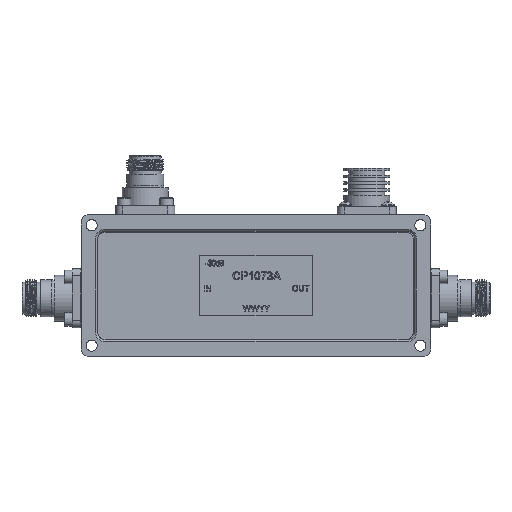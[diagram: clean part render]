
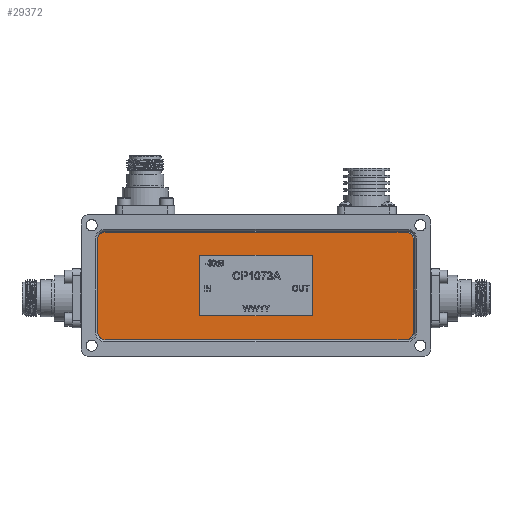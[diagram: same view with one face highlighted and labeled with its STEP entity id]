
A CAD part, top view. The second image highlights one B-rep face of the part: STEP entity #29372.
In plain terms, the highlighted planar face has unit normal (0, 0, 1).
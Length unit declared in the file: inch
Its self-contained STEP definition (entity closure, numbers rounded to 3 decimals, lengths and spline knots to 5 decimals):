
#1108 = VECTOR ( 'NONE', #8372, 39.37008 ) ;
#1458 = VERTEX_POINT ( 'NONE', #17422 ) ;
#1621 = DIRECTION ( 'NONE',  ( 0., 1., 0. ) ) ;
#1998 = VERTEX_POINT ( 'NONE', #5411 ) ;
#2310 = EDGE_CURVE ( 'NONE', #28018, #30343, #30564, .T. ) ;
#2472 = VECTOR ( 'NONE', #11547, 39.37008 ) ;
#3149 = DIRECTION ( 'NONE',  ( 1., 0., 0. ) ) ;
#3161 = DIRECTION ( 'NONE',  ( 0., -1., 0. ) ) ;
#5040 = CARTESIAN_POINT ( 'NONE',  ( 2.5405, -0.917, 0.482 ) ) ;
#5392 = CARTESIAN_POINT ( 'NONE',  ( -2.6795, -0.792, 0.482 ) ) ;
#5411 = CARTESIAN_POINT ( 'NONE',  ( 2.5405, -0.917, 0.482 ) ) ;
#5657 = ORIENTED_EDGE ( 'NONE', *, *, #2310, .F. ) ;
#6200 = DIRECTION ( 'NONE',  ( 1., 0., 0. ) ) ;
#6202 = CARTESIAN_POINT ( 'NONE',  ( -2.6795, 0.778, 0.482 ) ) ;
#6482 = VERTEX_POINT ( 'NONE', #27689 ) ;
#6678 = CARTESIAN_POINT ( 'NONE',  ( 2.5405, 0.778, 0.482 ) ) ;
#8372 = DIRECTION ( 'NONE',  ( 0., -1., 0. ) ) ;
#8573 = VERTEX_POINT ( 'NONE', #5392 ) ;
#8716 = EDGE_CURVE ( 'NONE', #28562, #8573, #20002, .T. ) ;
#8815 = CARTESIAN_POINT ( 'NONE',  ( 2.5405, -0.792, 0.482 ) ) ;
#9585 = DIRECTION ( 'NONE',  ( 1., 0., 0. ) ) ;
#10663 = VERTEX_POINT ( 'NONE', #39091 ) ;
#11547 = DIRECTION ( 'NONE',  ( 0., 1., 0. ) ) ;
#11574 = DIRECTION ( 'NONE',  ( 0., 1., 0. ) ) ;
#11933 = CIRCLE ( 'NONE', #21419, 0.125 ) ;
#12214 = ORIENTED_EDGE ( 'NONE', *, *, #29612, .F. ) ;
#12272 = DIRECTION ( 'NONE',  ( -1., 0., 0. ) ) ;
#13225 = DIRECTION ( 'NONE',  ( 0., 0., -1. ) ) ;
#14960 = VECTOR ( 'NONE', #17426, 39.37008 ) ;
#15832 = CARTESIAN_POINT ( 'NONE',  ( -2.5545, -0.917, 0.482 ) ) ;
#15999 = AXIS2_PLACEMENT_3D ( 'NONE', #6678, #13225, #28707 ) ;
#16062 = ORIENTED_EDGE ( 'NONE', *, *, #27264, .F. ) ;
#16066 = ORIENTED_EDGE ( 'NONE', *, *, #25942, .F. ) ;
#16098 = VECTOR ( 'NONE', #6200, 39.37008 ) ;
#16804 = DIRECTION ( 'NONE',  ( 0., -1., 0. ) ) ;
#17422 = CARTESIAN_POINT ( 'NONE',  ( 2.6655, -0.792, 0.482 ) ) ;
#17426 = DIRECTION ( 'NONE',  ( 1., 0., 0. ) ) ;
#17889 = CARTESIAN_POINT ( 'NONE',  ( 2.5405, 0.903, 0.482 ) ) ;
#17900 = LINE ( 'NONE', #21484, #2472 ) ;
#18621 = CARTESIAN_POINT ( 'NONE',  ( -2.5545, 0.903, 0.482 ) ) ;
#18784 = VECTOR ( 'NONE', #1621, 39.37008 ) ;
#19642 = CARTESIAN_POINT ( 'NONE',  ( -0.007, -0.007, 0.482 ) ) ;
#20002 = CIRCLE ( 'NONE', #38305, 0.125 ) ;
#20905 = AXIS2_PLACEMENT_3D ( 'NONE', #19642, #34968, #3149 ) ;
#20904 = LINE ( 'NONE', #33878, #18784 ) ;
#21419 = AXIS2_PLACEMENT_3D ( 'NONE', #8815, #24289, #11574 ) ;
#21484 = CARTESIAN_POINT ( 'NONE',  ( 0.95104, -0.51061, 0.482 ) ) ;
#21545 = DIRECTION ( 'NONE',  ( -1., 0., 0. ) ) ;
#22100 = VECTOR ( 'NONE', #12272, 39.37008 ) ;
#22930 = DIRECTION ( 'NONE',  ( 0., 0., -1. ) ) ;
#23099 = EDGE_CURVE ( 'NONE', #31521, #40524, #39093, .T. ) ;
#23443 = CARTESIAN_POINT ( 'NONE',  ( -0.95104, -0.51061, 0.482 ) ) ;
#24289 = DIRECTION ( 'NONE',  ( 0., 0., -1. ) ) ;
#24879 = LINE ( 'NONE', #34874, #1108 ) ;
#25942 = EDGE_CURVE ( 'NONE', #1998, #28562, #41294, .T. ) ;
#26037 = CARTESIAN_POINT ( 'NONE',  ( -0.95104, -0.51061, 0.482 ) ) ;
#26290 = EDGE_CURVE ( 'NONE', #6482, #1458, #24879, .T. ) ;
#26296 = EDGE_CURVE ( 'NONE', #30343, #35952, #17900, .T. ) ;
#26495 = EDGE_LOOP ( 'NONE', ( #37475, #35676, #5657, #33608 ) ) ;
#26654 = EDGE_CURVE ( 'NONE', #35952, #10663, #41764, .T. ) ;
#26672 = EDGE_CURVE ( 'NONE', #10663, #28018, #32201, .T. ) ;
#26989 = DIRECTION ( 'NONE',  ( 0., 0., -1. ) ) ;
#27264 = EDGE_CURVE ( 'NONE', #40524, #29034, #35255, .T. ) ;
#27516 = VECTOR ( 'NONE', #3161, 39.37008 ) ;
#27689 = CARTESIAN_POINT ( 'NONE',  ( 2.6655, 0.778, 0.482 ) ) ;
#28018 = VERTEX_POINT ( 'NONE', #23443 ) ;
#28134 = ORIENTED_EDGE ( 'NONE', *, *, #32092, .F. ) ;
#28562 = VERTEX_POINT ( 'NONE', #15832 ) ;
#28707 = DIRECTION ( 'NONE',  ( -1., 0., 0. ) ) ;
#28776 = EDGE_LOOP ( 'NONE', ( #34365, #16062, #29211, #12214, #41928, #16066, #28134, #38296 ) ) ;
#29034 = VERTEX_POINT ( 'NONE', #17889 ) ;
#29211 = ORIENTED_EDGE ( 'NONE', *, *, #23099, .F. ) ;
#29372 = ADVANCED_FACE ( 'NONE', ( #35178, #38136 ), #32190, .T. ) ;
#29591 = AXIS2_PLACEMENT_3D ( 'NONE', #36544, #26989, #16804 ) ;
#29612 = EDGE_CURVE ( 'NONE', #8573, #31521, #20904, .T. ) ;
#30324 = CARTESIAN_POINT ( 'NONE',  ( 0.95104, 0.51061, 0.482 ) ) ;
#30343 = VERTEX_POINT ( 'NONE', #34426 ) ;
#30564 = LINE ( 'NONE', #34193, #14960 ) ;
#31521 = VERTEX_POINT ( 'NONE', #6202 ) ;
#32092 = EDGE_CURVE ( 'NONE', #1458, #1998, #11933, .T. ) ;
#32190 = PLANE ( 'NONE',  #20905 ) ;
#32201 = LINE ( 'NONE', #26037, #27516 ) ;
#32202 = EDGE_CURVE ( 'NONE', #29034, #6482, #36331, .T. ) ;
#33608 = ORIENTED_EDGE ( 'NONE', *, *, #26672, .F. ) ;
#33813 = VECTOR ( 'NONE', #21545, 39.37008 ) ;
#33878 = CARTESIAN_POINT ( 'NONE',  ( -2.6795, -0.792, 0.482 ) ) ;
#34193 = CARTESIAN_POINT ( 'NONE',  ( -0.95104, -0.51061, 0.482 ) ) ;
#34365 = ORIENTED_EDGE ( 'NONE', *, *, #32202, .F. ) ;
#34426 = CARTESIAN_POINT ( 'NONE',  ( 0.95104, -0.51061, 0.482 ) ) ;
#34874 = CARTESIAN_POINT ( 'NONE',  ( 2.6655, 0.778, 0.482 ) ) ;
#34968 = DIRECTION ( 'NONE',  ( 0., 0., 1. ) ) ;
#35178 = FACE_OUTER_BOUND ( 'NONE', #28776, .T. ) ;
#35255 = LINE ( 'NONE', #38215, #16098 ) ;
#35676 = ORIENTED_EDGE ( 'NONE', *, *, #26296, .F. ) ;
#35952 = VERTEX_POINT ( 'NONE', #30324 ) ;
#36331 = CIRCLE ( 'NONE', #15999, 0.125 ) ;
#36544 = CARTESIAN_POINT ( 'NONE',  ( -2.5545, 0.778, 0.482 ) ) ;
#37475 = ORIENTED_EDGE ( 'NONE', *, *, #26654, .F. ) ;
#38136 = FACE_BOUND ( 'NONE', #26495, .T. ) ;
#38215 = CARTESIAN_POINT ( 'NONE',  ( -2.5545, 0.903, 0.482 ) ) ;
#38296 = ORIENTED_EDGE ( 'NONE', *, *, #26290, .F. ) ;
#38305 = AXIS2_PLACEMENT_3D ( 'NONE', #39475, #22930, #9585 ) ;
#39091 = CARTESIAN_POINT ( 'NONE',  ( -0.95104, 0.51061, 0.482 ) ) ;
#39093 = CIRCLE ( 'NONE', #29591, 0.125 ) ;
#39475 = CARTESIAN_POINT ( 'NONE',  ( -2.5545, -0.792, 0.482 ) ) ;
#40524 = VERTEX_POINT ( 'NONE', #18621 ) ;
#41139 = CARTESIAN_POINT ( 'NONE',  ( -0.95104, 0.51061, 0.482 ) ) ;
#41294 = LINE ( 'NONE', #5040, #33813 ) ;
#41764 = LINE ( 'NONE', #41139, #22100 ) ;
#41928 = ORIENTED_EDGE ( 'NONE', *, *, #8716, .F. ) ;
